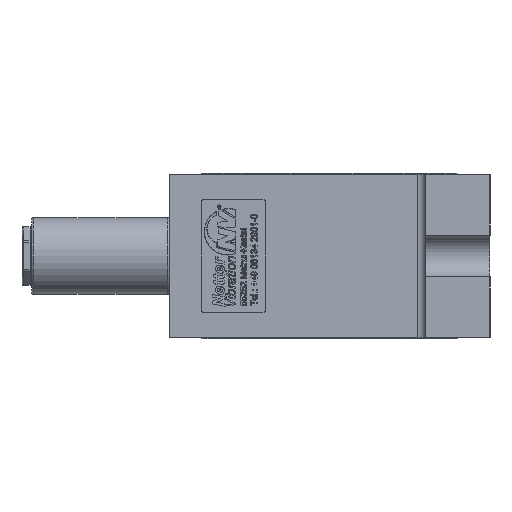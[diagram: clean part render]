
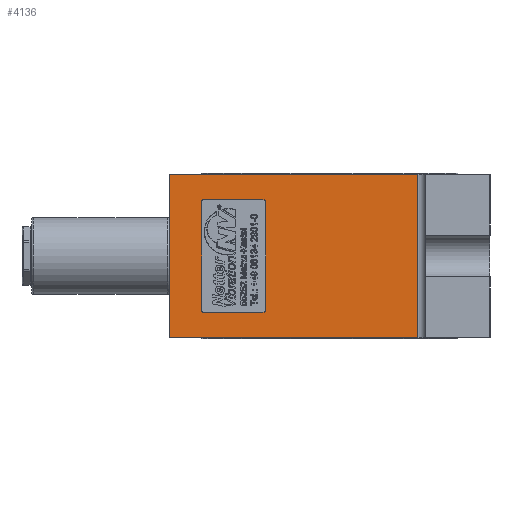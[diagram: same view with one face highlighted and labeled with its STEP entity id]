
A CAD part, left-side view. The second image highlights one B-rep face of the part: STEP entity #4136.
In plain terms, the highlighted planar face has unit normal (-1, 0, 0).
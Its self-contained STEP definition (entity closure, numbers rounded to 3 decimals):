
#1173 = AXIS2_PLACEMENT_3D ( 'NONE', #20693, #17273, #25086 ) ;
#2782 = EDGE_CURVE ( 'NONE', #24432, #17511, #14808, .T. ) ;
#3370 = CARTESIAN_POINT ( 'NONE',  ( -50., 50., 25.5 ) ) ;
#3387 = CARTESIAN_POINT ( 'NONE',  ( -50., -27.5, -25.5 ) ) ;
#4136 = ADVANCED_FACE ( 'NONE', ( #11725 ), #15312, .F. ) ;
#4554 = CARTESIAN_POINT ( 'NONE',  ( -50., -27.5, 25.5 ) ) ;
#4645 = LINE ( 'NONE', #24330, #7074 ) ;
#4847 = CARTESIAN_POINT ( 'NONE',  ( -50., 50., -25.5 ) ) ;
#5512 = VERTEX_POINT ( 'NONE', #3370 ) ;
#6733 = DIRECTION ( 'NONE',  ( 0., 0., 1. ) ) ;
#7074 = VECTOR ( 'NONE', #6733, 1000. ) ;
#7205 = EDGE_CURVE ( 'NONE', #24432, #18215, #13978, .T. ) ;
#7760 = CARTESIAN_POINT ( 'NONE',  ( -50., 50., -25.5 ) ) ;
#8902 = ORIENTED_EDGE ( 'NONE', *, *, #7205, .T. ) ;
#10690 = CARTESIAN_POINT ( 'NONE',  ( -50., -27.5, 25.5 ) ) ;
#11725 = FACE_OUTER_BOUND ( 'NONE', #18432, .T. ) ;
#12055 = ORIENTED_EDGE ( 'NONE', *, *, #2782, .F. ) ;
#12222 = EDGE_CURVE ( 'NONE', #17511, #5512, #4645, .T. ) ;
#12857 = LINE ( 'NONE', #18409, #23810 ) ;
#13978 = LINE ( 'NONE', #10690, #17279 ) ;
#14808 = LINE ( 'NONE', #7760, #15120 ) ;
#15120 = VECTOR ( 'NONE', #16193, 1000. ) ;
#15312 = PLANE ( 'NONE',  #1173 ) ;
#16193 = DIRECTION ( 'NONE',  ( 0., 1., 0. ) ) ;
#17273 = DIRECTION ( 'NONE',  ( 1., 0., 0. ) ) ;
#17279 = VECTOR ( 'NONE', #20223, 1000. ) ;
#17511 = VERTEX_POINT ( 'NONE', #4847 ) ;
#18215 = VERTEX_POINT ( 'NONE', #4554 ) ;
#18409 = CARTESIAN_POINT ( 'NONE',  ( -50., 50., 25.5 ) ) ;
#18432 = EDGE_LOOP ( 'NONE', ( #12055, #8902, #21450, #20680 ) ) ;
#20223 = DIRECTION ( 'NONE',  ( 0., 0., 1. ) ) ;
#20386 = DIRECTION ( 'NONE',  ( 0., 1., 0. ) ) ;
#20680 = ORIENTED_EDGE ( 'NONE', *, *, #12222, .F. ) ;
#20693 = CARTESIAN_POINT ( 'NONE',  ( -50., 50., -25.5 ) ) ;
#20813 = EDGE_CURVE ( 'NONE', #18215, #5512, #12857, .T. ) ;
#21450 = ORIENTED_EDGE ( 'NONE', *, *, #20813, .T. ) ;
#23810 = VECTOR ( 'NONE', #20386, 1000. ) ;
#24330 = CARTESIAN_POINT ( 'NONE',  ( -50., 50., -25.5 ) ) ;
#24432 = VERTEX_POINT ( 'NONE', #3387 ) ;
#25086 = DIRECTION ( 'NONE',  ( 0., 0., -1. ) ) ;
